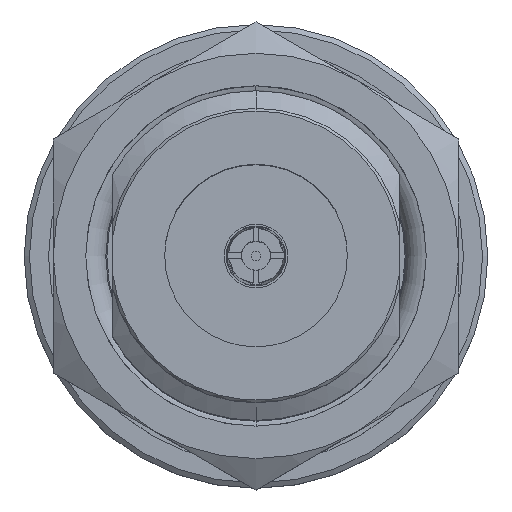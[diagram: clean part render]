
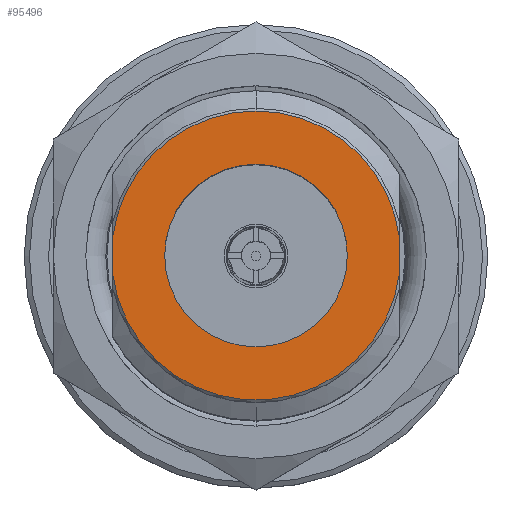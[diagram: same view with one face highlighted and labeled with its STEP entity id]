
A CAD part, top view. The second image highlights one B-rep face of the part: STEP entity #95496.
In plain terms, the highlighted face is planar.
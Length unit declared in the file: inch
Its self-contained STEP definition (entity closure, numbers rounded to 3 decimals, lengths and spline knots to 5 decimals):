
#630 = AXIS2_PLACEMENT_3D ( 'NONE', #49784, #83845, #5054 ) ;
#852 = EDGE_CURVE ( 'NONE', #18768, #34524, #43620, .T. ) ;
#2069 = CARTESIAN_POINT ( 'NONE',  ( 0.2655, 0.9252, 0.03265 ) ) ;
#4009 = CARTESIAN_POINT ( 'NONE',  ( 0., 0.9252, 0. ) ) ;
#4517 = AXIS2_PLACEMENT_3D ( 'NONE', #36735, #105601, #10269 ) ;
#4746 = EDGE_CURVE ( 'NONE', #34524, #32638, #103868, .T. ) ;
#5054 = DIRECTION ( 'NONE',  ( 0., 0., 1. ) ) ;
#7322 = VERTEX_POINT ( 'NONE', #119567 ) ;
#8072 = CIRCLE ( 'NONE', #630, 0.169 ) ;
#9320 = CARTESIAN_POINT ( 'NONE',  ( 0., 0.9252, 0. ) ) ;
#9915 = VERTEX_POINT ( 'NONE', #137333 ) ;
#10269 = DIRECTION ( 'NONE',  ( 0., 0., 1. ) ) ;
#12358 = CARTESIAN_POINT ( 'NONE',  ( 0., 0.9252, 0. ) ) ;
#17262 = AXIS2_PLACEMENT_3D ( 'NONE', #4009, #141772, #38153 ) ;
#18768 = VERTEX_POINT ( 'NONE', #76711 ) ;
#20177 = ORIENTED_EDGE ( 'NONE', *, *, #28336, .F. ) ;
#26160 = VECTOR ( 'NONE', #64591, 39.37008 ) ;
#27773 = VERTEX_POINT ( 'NONE', #124758 ) ;
#28336 = EDGE_CURVE ( 'NONE', #130926, #9915, #96422, .T. ) ;
#31697 = AXIS2_PLACEMENT_3D ( 'NONE', #9320, #123635, #101699 ) ;
#32638 = VERTEX_POINT ( 'NONE', #49694 ) ;
#34390 = ORIENTED_EDGE ( 'NONE', *, *, #4746, .T. ) ;
#34524 = VERTEX_POINT ( 'NONE', #2069 ) ;
#34715 = ORIENTED_EDGE ( 'NONE', *, *, #852, .T. ) ;
#36665 = PLANE ( 'NONE',  #17262 ) ;
#36735 = CARTESIAN_POINT ( 'NONE',  ( 0., 0.9252, 0. ) ) ;
#37233 = EDGE_CURVE ( 'NONE', #7322, #27773, #41592, .T. ) ;
#38153 = DIRECTION ( 'NONE',  ( 0., 0., 1. ) ) ;
#41592 = CIRCLE ( 'NONE', #111678, 0.2675 ) ;
#41923 = EDGE_LOOP ( 'NONE', ( #91435, #20177 ) ) ;
#43620 = CIRCLE ( 'NONE', #133007, 0.2675 ) ;
#44339 = EDGE_LOOP ( 'NONE', ( #34390, #125628, #146477, #87418, #34715 ) ) ;
#49694 = CARTESIAN_POINT ( 'NONE',  ( 0.2655, 0.9252, -0.03265 ) ) ;
#49784 = CARTESIAN_POINT ( 'NONE',  ( 0., 0.9252, 0. ) ) ;
#62355 = FACE_OUTER_BOUND ( 'NONE', #44339, .T. ) ;
#64591 = DIRECTION ( 'NONE',  ( 0., 0., 1. ) ) ;
#74461 = LINE ( 'NONE', #99393, #26160 ) ;
#76711 = CARTESIAN_POINT ( 'NONE',  ( -0.2655, 0.9252, 0.03265 ) ) ;
#77612 = CIRCLE ( 'NONE', #31697, 0.2675 ) ;
#77733 = EDGE_CURVE ( 'NONE', #27773, #18768, #74461, .T. ) ;
#83845 = DIRECTION ( 'NONE',  ( 0., 1., 0. ) ) ;
#87418 = ORIENTED_EDGE ( 'NONE', *, *, #77733, .T. ) ;
#91078 = DIRECTION ( 'NONE',  ( 0., 1., 0. ) ) ;
#91435 = ORIENTED_EDGE ( 'NONE', *, *, #105921, .F. ) ;
#91788 = CARTESIAN_POINT ( 'NONE',  ( 0.2655, 0.9252, 0. ) ) ;
#92312 = EDGE_CURVE ( 'NONE', #32638, #7322, #77612, .T. ) ;
#94865 = CARTESIAN_POINT ( 'NONE',  ( 0., 0.9252, -0.169 ) ) ;
#95496 = ADVANCED_FACE ( 'NONE', ( #142521, #62355 ), #36665, .T. ) ;
#96422 = CIRCLE ( 'NONE', #4517, 0.169 ) ;
#99393 = CARTESIAN_POINT ( 'NONE',  ( -0.2655, 0.9252, 0. ) ) ;
#101699 = DIRECTION ( 'NONE',  ( 0., 0., 1. ) ) ;
#102414 = CARTESIAN_POINT ( 'NONE',  ( 0., 0.9252, 0. ) ) ;
#103163 = DIRECTION ( 'NONE',  ( 0., 0., 1. ) ) ;
#103868 = LINE ( 'NONE', #91788, #106009 ) ;
#105463 = DIRECTION ( 'NONE',  ( 0., 0., 1. ) ) ;
#105601 = DIRECTION ( 'NONE',  ( 0., 1., 0. ) ) ;
#105921 = EDGE_CURVE ( 'NONE', #9915, #130926, #8072, .T. ) ;
#106009 = VECTOR ( 'NONE', #137901, 39.37008 ) ;
#111678 = AXIS2_PLACEMENT_3D ( 'NONE', #12358, #118272, #105463 ) ;
#118272 = DIRECTION ( 'NONE',  ( 0., 1., 0. ) ) ;
#119567 = CARTESIAN_POINT ( 'NONE',  ( 0., 0.9252, -0.2675 ) ) ;
#123635 = DIRECTION ( 'NONE',  ( 0., 1., 0. ) ) ;
#124758 = CARTESIAN_POINT ( 'NONE',  ( -0.2655, 0.9252, -0.03265 ) ) ;
#125628 = ORIENTED_EDGE ( 'NONE', *, *, #92312, .T. ) ;
#130926 = VERTEX_POINT ( 'NONE', #94865 ) ;
#133007 = AXIS2_PLACEMENT_3D ( 'NONE', #102414, #91078, #103163 ) ;
#137333 = CARTESIAN_POINT ( 'NONE',  ( 0., 0.9252, 0.169 ) ) ;
#137901 = DIRECTION ( 'NONE',  ( 0., 0., -1. ) ) ;
#141772 = DIRECTION ( 'NONE',  ( 0., 1., 0. ) ) ;
#142521 = FACE_BOUND ( 'NONE', #41923, .T. ) ;
#146477 = ORIENTED_EDGE ( 'NONE', *, *, #37233, .T. ) ;
